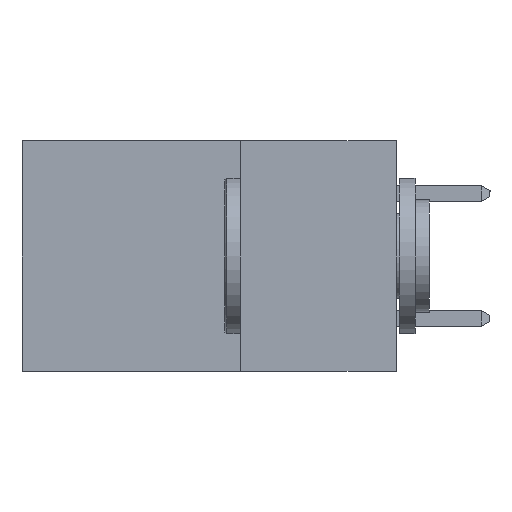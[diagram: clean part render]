
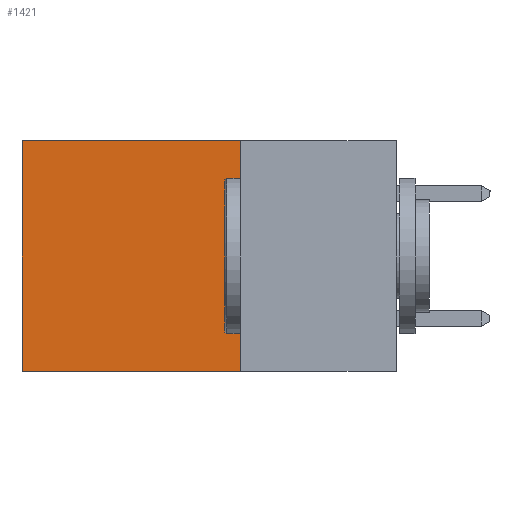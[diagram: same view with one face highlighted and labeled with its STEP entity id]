
A CAD part, left-side view. The second image highlights one B-rep face of the part: STEP entity #1421.
In plain terms, the highlighted planar face has unit normal (-1, 0, 0).
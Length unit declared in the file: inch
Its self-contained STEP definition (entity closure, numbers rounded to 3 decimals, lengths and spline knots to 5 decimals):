
#675 = DIRECTION ( 'NONE',  ( 0., 1., 0. ) ) ;
#1418 = LINE ( 'NONE', #8171, #12006 ) ;
#1421 = ADVANCED_FACE ( 'NONE', ( #4435 ), #9167, .F. ) ;
#1827 = VECTOR ( 'NONE', #8335, 39.37008 ) ;
#2132 = VERTEX_POINT ( 'NONE', #4149 ) ;
#3242 = CARTESIAN_POINT ( 'NONE',  ( 0.2615, 0.6, -0.37 ) ) ;
#3437 = DIRECTION ( 'NONE',  ( 0., 0., -1. ) ) ;
#3562 = CARTESIAN_POINT ( 'NONE',  ( 0.2615, 0.6, -0.37 ) ) ;
#3715 = ORIENTED_EDGE ( 'NONE', *, *, #6203, .F. ) ;
#4149 = CARTESIAN_POINT ( 'NONE',  ( 0.2615, 0.25, 0. ) ) ;
#4202 = VECTOR ( 'NONE', #3437, 39.37008 ) ;
#4435 = FACE_OUTER_BOUND ( 'NONE', #6849, .T. ) ;
#4783 = CARTESIAN_POINT ( 'NONE',  ( 0.2615, 0.25, -0.37 ) ) ;
#4837 = VERTEX_POINT ( 'NONE', #10302 ) ;
#4891 = CARTESIAN_POINT ( 'NONE',  ( 0.2615, 0.25, -0.37 ) ) ;
#5410 = AXIS2_PLACEMENT_3D ( 'NONE', #12125, #6324, #10102 ) ;
#6120 = EDGE_CURVE ( 'NONE', #4837, #7148, #11101, .T. ) ;
#6203 = EDGE_CURVE ( 'NONE', #2132, #8052, #9426, .T. ) ;
#6324 = DIRECTION ( 'NONE',  ( 1., 0., 0. ) ) ;
#6849 = EDGE_LOOP ( 'NONE', ( #9761, #8049, #3715, #10254 ) ) ;
#7148 = VERTEX_POINT ( 'NONE', #3242 ) ;
#7792 = VECTOR ( 'NONE', #9360, 39.37008 ) ;
#8049 = ORIENTED_EDGE ( 'NONE', *, *, #9700, .F. ) ;
#8052 = VERTEX_POINT ( 'NONE', #11438 ) ;
#8171 = CARTESIAN_POINT ( 'NONE',  ( 0.2615, 0.25, 0. ) ) ;
#8335 = DIRECTION ( 'NONE',  ( 0., 1., 0. ) ) ;
#9074 = EDGE_CURVE ( 'NONE', #2132, #4837, #1418, .T. ) ;
#9167 = PLANE ( 'NONE',  #5410 ) ;
#9328 = LINE ( 'NONE', #4783, #1827 ) ;
#9360 = DIRECTION ( 'NONE',  ( 0., 0., -1. ) ) ;
#9426 = LINE ( 'NONE', #4891, #7792 ) ;
#9700 = EDGE_CURVE ( 'NONE', #8052, #7148, #9328, .T. ) ;
#9761 = ORIENTED_EDGE ( 'NONE', *, *, #6120, .T. ) ;
#10102 = DIRECTION ( 'NONE',  ( 0., 0., -1. ) ) ;
#10254 = ORIENTED_EDGE ( 'NONE', *, *, #9074, .T. ) ;
#10302 = CARTESIAN_POINT ( 'NONE',  ( 0.2615, 0.6, 0. ) ) ;
#11101 = LINE ( 'NONE', #3562, #4202 ) ;
#11438 = CARTESIAN_POINT ( 'NONE',  ( 0.2615, 0.25, -0.37 ) ) ;
#12006 = VECTOR ( 'NONE', #675, 39.37008 ) ;
#12125 = CARTESIAN_POINT ( 'NONE',  ( 0.2615, 0.25, -0.37 ) ) ;
